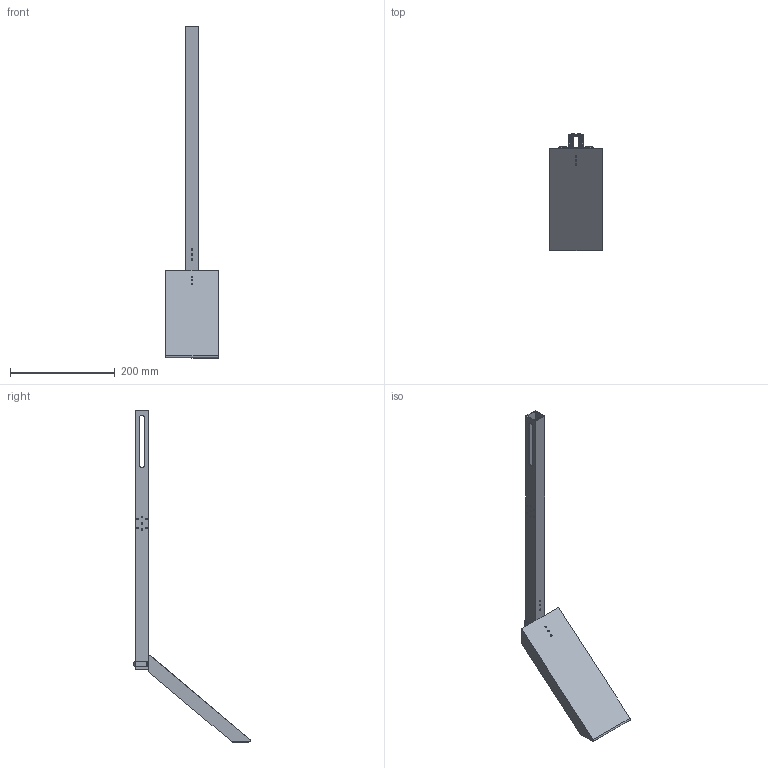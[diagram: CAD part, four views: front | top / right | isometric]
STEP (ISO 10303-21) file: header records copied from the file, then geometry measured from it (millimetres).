
FILE_DESCRIPTION (( 'STEP AP203' ), '1' );
FILE_NAME ('kickingrod.STEP', '2020-03-07T14:59:01', ( '' ), ( '' ), 'SwSTEP 2.0', 'SolidWorks 2019', '' );
FILE_SCHEMA (( 'CONFIG_CONTROL_DESIGN' ));
Length unit declared in the file: millimetre
Products named in the file (18): Kicking shoe clamp bw wedge and rod.STEP.STEP; kicking shoe screw.STEP.STEP; Kicking Wedge.STEP.STEP; kicking shoe screw 30mm.STEP.STEP; KICKING JAVED.STEP; kickingrod; Kick Wedge.STEP.STEP; Kicking Shoe.STEP.STEP; kickingrod.STEP.STEP
Assembly tree (12 placements, depth 5):
  Kicking shoe clamp bw wedge and rod.STEP.STEP
  Kicking Wedge.STEP.STEP
  kicking shoe screw 30mm.STEP.STEP
  kickingrod
    KICKING JAVED.STEP
      kickingrod.STEP.STEP
        Kicking Shoe.STEP.STEP
          Kicking Wedge.STEP.STEP
          Kick Wedge.STEP.STEP
          Kicking shoe clamp bw wedge and rod.STEP.STEP
          kicking shoe screw.STEP.STEP  x4
          kicking shoe screw 30mm.STEP.STEP  x2
  kicking shoe screw.STEP.STEP
Bounding box: 100 x 223.66 x 634.55 mm (x, y, z)
Volume: 699537 mm3; surface area: 161925.1 mm2
Topology: 9 solids, 9 shells, 838 faces, 2409 edges, 1592 vertices
Faces by surface type: cylinder 711, plane 85, bspline 18, cone 12, torus 12
Entity records: 27731 total; most frequent: CARTESIAN_POINT 16800, ORIENTED_EDGE 2232, DIRECTION 1678, EDGE_CURVE 1116, VERTEX_POINT 742, AXIS2_PLACEMENT_3D 622, EDGE_LOOP 472, VECTOR 434
